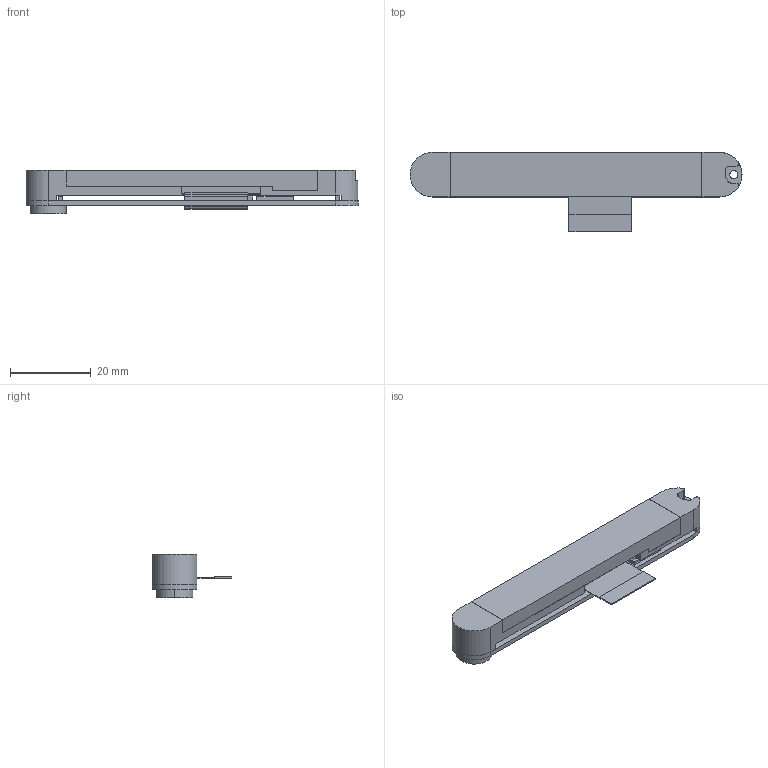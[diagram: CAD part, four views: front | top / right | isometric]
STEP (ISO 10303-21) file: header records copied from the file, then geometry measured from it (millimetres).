
FILE_DESCRIPTION((''),'2;1');
FILE_NAME('N099X2_ASM','2023-11-23T10:15:58',('HR'),(''),'CREO PARAMETRIC BY PTC INC, 2019010','CREO PARAMETRIC BY PTC INC, 2019010','');
FILE_SCHEMA(('AUTOMOTIVE_DESIGN { 1 0 10303 214 1 1 1 1 }'));
Length unit declared in the file: millimetre
Products named in the file (6): PCB; FPC; SPEC; 0-TP; 0-PMMA; N099X2_ASM
Assembly tree (5 placements, depth 2):
  N099X2_ASM
    PCB
    FPC
    SPEC
    0-TP
    0-PMMA
Bounding box: 82 x 19.55 x 10.7 mm (x, y, z)
Volume: 6441.1 mm3; surface area: 8139.1 mm2
Topology: 4 solids, 4 shells, 113 faces, 306 edges, 204 vertices
Faces by surface type: plane 86, cylinder 27
Entity records: 5475 total; most frequent: CARTESIAN_POINT 647, DIRECTION 614, ORIENTED_EDGE 612, PRESENTATION_STYLE_ASSIGNMENT 396, STYLED_ITEM 396, EDGE_CURVE 306, CURVE_STYLE 288, VECTOR 246
